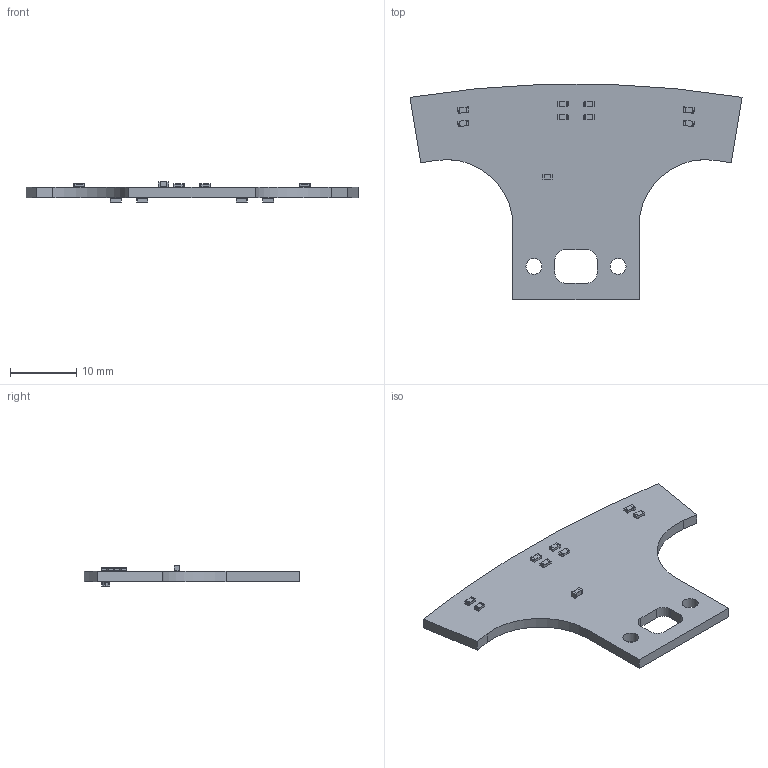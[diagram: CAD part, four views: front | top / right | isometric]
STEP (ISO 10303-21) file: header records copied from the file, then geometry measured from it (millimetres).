
FILE_DESCRIPTION(('KiCad electronic assembly'),'2;1');
FILE_NAME('FrontSensor.step','2022-02-06T12:36:58',('An Author'),( 'A Company'),'Open CASCADE STEP processor 6.9', 'KiCad to STEP converter','Unknown');
FILE_SCHEMA(('AUTOMOTIVE_DESIGN { 1 0 10303 214 1 1 1 1 }'));
Length unit declared in the file: millimetre
Products named in the file (8): Open CASCADE STEP translator 6.9 1; C_0603_1608Metric; SOLID; D_0603_1608Metric; R_0603_1608Metric; COMPOUND
Assembly tree (17 placements, depth 3):
  Open CASCADE STEP translator 6.9 1
    C_0603_1608Metric
      SOLID
    D_0603_1608Metric  x4
      SOLID
    R_0603_1608Metric  x8
      SOLID
    COMPOUND
Bounding box: 50 x 32.42 x 3.16 mm (x, y, z)
Volume: 1494.6 mm3; surface area: 2223.3 mm2
Topology: 14 solids, 14 shells, 414 faces, 1108 edges, 728 vertices
Faces by surface type: plane 273, cylinder 141
Full cylindrical faces by diameter (mm): 2.4 x2
Entity records: 9017 total; most frequent: CARTESIAN_POINT 1917, DIRECTION 1216, LINE 744, VECTOR 744, ORIENTED_EDGE 616, PCURVE 616, DEFINITIONAL_REPRESENTATION 616, EDGE_CURVE 308
